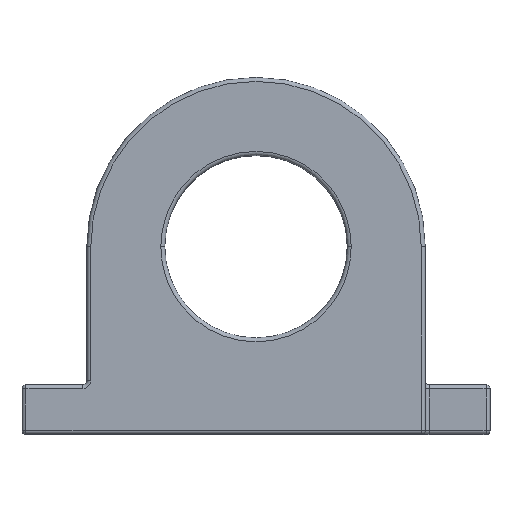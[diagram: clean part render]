
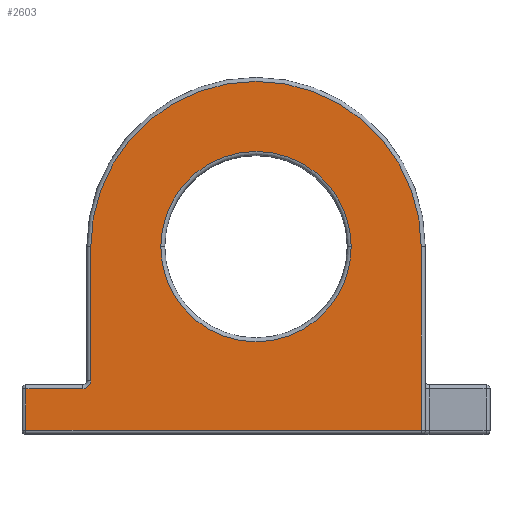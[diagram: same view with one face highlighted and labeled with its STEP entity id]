
A CAD part, top view. The second image highlights one B-rep face of the part: STEP entity #2603.
In plain terms, the highlighted planar face has unit normal (0, 0, 1).
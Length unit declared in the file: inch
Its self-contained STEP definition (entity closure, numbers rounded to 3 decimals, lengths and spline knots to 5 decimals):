
#11 = FACE_OUTER_BOUND ( 'NONE', #2245, .T. ) ;
#28 = ORIENTED_EDGE ( 'NONE', *, *, #2033, .F. ) ;
#77 = PLANE ( 'NONE',  #2519 ) ;
#103 = LINE ( 'NONE', #1921, #1927 ) ;
#107 = LINE ( 'NONE', #395, #1298 ) ;
#123 = LINE ( 'NONE', #874, #2570 ) ;
#228 = DIRECTION ( 'NONE',  ( 1., 0., 0. ) ) ;
#230 = DIRECTION ( 'NONE',  ( 0., 0., 1. ) ) ;
#235 = DIRECTION ( 'NONE',  ( 1., 0., 0. ) ) ;
#236 = CARTESIAN_POINT ( 'NONE',  ( -1.31, -1.015, 0.49 ) ) ;
#243 = CARTESIAN_POINT ( 'NONE',  ( -1.31, -1.075, 0.49 ) ) ;
#244 = VERTEX_POINT ( 'NONE', #1862 ) ;
#395 = CARTESIAN_POINT ( 'NONE',  ( -1.74, 0., 0.49 ) ) ;
#396 = CARTESIAN_POINT ( 'NONE',  ( -1.25, 0., 0.49 ) ) ;
#433 = DIRECTION ( 'NONE',  ( 0., -1., 0. ) ) ;
#502 = CARTESIAN_POINT ( 'NONE',  ( -1.74, -1.075, 0.49 ) ) ;
#567 = EDGE_CURVE ( 'NONE', #2056, #1670, #2070, .T. ) ;
#607 = EDGE_CURVE ( 'NONE', #1375, #244, #103, .T. ) ;
#626 = CIRCLE ( 'NONE', #1263, 0.72 ) ;
#658 = VERTEX_POINT ( 'NONE', #2272 ) ;
#659 = LINE ( 'NONE', #2905, #2461 ) ;
#720 = CARTESIAN_POINT ( 'NONE',  ( 1.25, 0., 0.49 ) ) ;
#796 = DIRECTION ( 'NONE',  ( 0., 0., -1. ) ) ;
#803 = DIRECTION ( 'NONE',  ( 1., 0., 0. ) ) ;
#808 = CARTESIAN_POINT ( 'NONE',  ( 0., 0., 0.49 ) ) ;
#832 = VECTOR ( 'NONE', #1966, 39.37008 ) ;
#869 = DIRECTION ( 'NONE',  ( 0., -1., 0. ) ) ;
#874 = CARTESIAN_POINT ( 'NONE',  ( -1.25, -1.045, 0.49 ) ) ;
#885 = EDGE_CURVE ( 'NONE', #1568, #1853, #2500, .T. ) ;
#899 = ORIENTED_EDGE ( 'NONE', *, *, #1469, .T. ) ;
#944 = AXIS2_PLACEMENT_3D ( 'NONE', #236, #230, #228 ) ;
#1024 = VERTEX_POINT ( 'NONE', #1603 ) ;
#1029 = CARTESIAN_POINT ( 'NONE',  ( -1.74, -1.39, 0.49 ) ) ;
#1136 = ORIENTED_EDGE ( 'NONE', *, *, #607, .T. ) ;
#1263 = AXIS2_PLACEMENT_3D ( 'NONE', #3027, #1645, #235 ) ;
#1267 = DIRECTION ( 'NONE',  ( 0., 0., 1. ) ) ;
#1298 = VECTOR ( 'NONE', #433, 39.37008 ) ;
#1375 = VERTEX_POINT ( 'NONE', #1029 ) ;
#1407 = EDGE_CURVE ( 'NONE', #1853, #1024, #123, .T. ) ;
#1469 = EDGE_CURVE ( 'NONE', #658, #2552, #2189, .T. ) ;
#1482 = AXIS2_PLACEMENT_3D ( 'NONE', #808, #796, #803 ) ;
#1499 = DIRECTION ( 'NONE',  ( 0., 1., 0. ) ) ;
#1568 = VERTEX_POINT ( 'NONE', #720 ) ;
#1603 = CARTESIAN_POINT ( 'NONE',  ( -1.25, -1.015, 0.49 ) ) ;
#1616 = ORIENTED_EDGE ( 'NONE', *, *, #2322, .T. ) ;
#1645 = DIRECTION ( 'NONE',  ( 0., 0., -1. ) ) ;
#1670 = VERTEX_POINT ( 'NONE', #502 ) ;
#1717 = CARTESIAN_POINT ( 'NONE',  ( -0.72, 0., 0.49 ) ) ;
#1853 = VERTEX_POINT ( 'NONE', #396 ) ;
#1862 = CARTESIAN_POINT ( 'NONE',  ( 1.25, -1.39, 0.49 ) ) ;
#1864 = EDGE_CURVE ( 'NONE', #1670, #1375, #107, .T. ) ;
#1883 = AXIS2_PLACEMENT_3D ( 'NONE', #2226, #2224, #2215 ) ;
#1921 = CARTESIAN_POINT ( 'NONE',  ( 1.28, -1.39, 0.49 ) ) ;
#1927 = VECTOR ( 'NONE', #1954, 39.37008 ) ;
#1954 = DIRECTION ( 'NONE',  ( 1., 0., 0. ) ) ;
#1966 = DIRECTION ( 'NONE',  ( -1., 0., 0. ) ) ;
#1972 = CARTESIAN_POINT ( 'NONE',  ( 0., -1.075, 0.49 ) ) ;
#2033 = EDGE_CURVE ( 'NONE', #2056, #1024, #2278, .T. ) ;
#2056 = VERTEX_POINT ( 'NONE', #243 ) ;
#2070 = LINE ( 'NONE', #1972, #832 ) ;
#2144 = EDGE_LOOP ( 'NONE', ( #899, #1616 ) ) ;
#2186 = ORIENTED_EDGE ( 'NONE', *, *, #1407, .T. ) ;
#2189 = CIRCLE ( 'NONE', #1482, 0.72 ) ;
#2215 = DIRECTION ( 'NONE',  ( 1., 0., 0. ) ) ;
#2224 = DIRECTION ( 'NONE',  ( 0., 0., 1. ) ) ;
#2226 = CARTESIAN_POINT ( 'NONE',  ( 0., 0., 0.49 ) ) ;
#2239 = ORIENTED_EDGE ( 'NONE', *, *, #885, .T. ) ;
#2245 = EDGE_LOOP ( 'NONE', ( #2485, #1136, #3039, #2239, #2186, #28, #2557 ) ) ;
#2272 = CARTESIAN_POINT ( 'NONE',  ( 0.72, 0., 0.49 ) ) ;
#2278 = CIRCLE ( 'NONE', #944, 0.06 ) ;
#2322 = EDGE_CURVE ( 'NONE', #2552, #658, #626, .T. ) ;
#2461 = VECTOR ( 'NONE', #1499, 39.37008 ) ;
#2485 = ORIENTED_EDGE ( 'NONE', *, *, #1864, .T. ) ;
#2500 = CIRCLE ( 'NONE', #1883, 1.25 ) ;
#2519 = AXIS2_PLACEMENT_3D ( 'NONE', #2692, #1267, #2913 ) ;
#2552 = VERTEX_POINT ( 'NONE', #1717 ) ;
#2557 = ORIENTED_EDGE ( 'NONE', *, *, #567, .T. ) ;
#2570 = VECTOR ( 'NONE', #869, 39.37008 ) ;
#2585 = EDGE_CURVE ( 'NONE', #244, #1568, #659, .T. ) ;
#2603 = ADVANCED_FACE ( 'NONE', ( #2973, #11 ), #77, .T. ) ;
#2692 = CARTESIAN_POINT ( 'NONE',  ( 0., 0., 0.49 ) ) ;
#2905 = CARTESIAN_POINT ( 'NONE',  ( 1.25, 0., 0.49 ) ) ;
#2913 = DIRECTION ( 'NONE',  ( 1., 0., 0. ) ) ;
#2973 = FACE_BOUND ( 'NONE', #2144, .T. ) ;
#3027 = CARTESIAN_POINT ( 'NONE',  ( 0., 0., 0.49 ) ) ;
#3039 = ORIENTED_EDGE ( 'NONE', *, *, #2585, .T. ) ;
